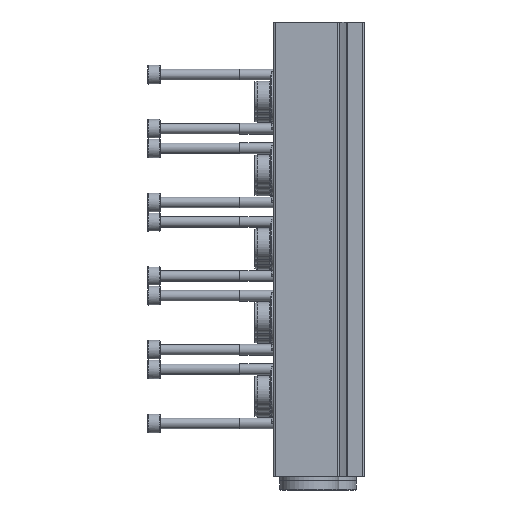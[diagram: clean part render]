
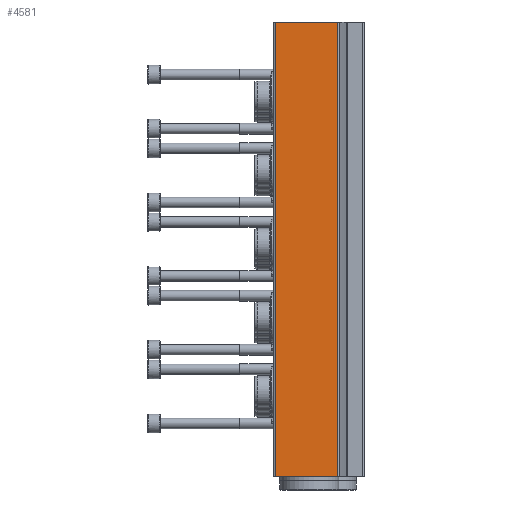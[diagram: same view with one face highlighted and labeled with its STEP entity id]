
A CAD part, left-side view. The second image highlights one B-rep face of the part: STEP entity #4581.
In plain terms, the highlighted planar face has unit normal (-1, 0, 0).
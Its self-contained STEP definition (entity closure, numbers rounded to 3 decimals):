
#180=PLANE('',#4942);
#651=ORIENTED_EDGE('',*,*,#1853,.F.);
#652=ORIENTED_EDGE('',*,*,#1852,.F.);
#653=ORIENTED_EDGE('',*,*,#1854,.T.);
#654=ORIENTED_EDGE('',*,*,#1855,.T.);
#1852=EDGE_CURVE('',#2453,#2451,#2890,.T.);
#1853=EDGE_CURVE('',#2451,#2454,#2891,.T.);
#1854=EDGE_CURVE('',#2453,#2455,#2892,.T.);
#1855=EDGE_CURVE('',#2455,#2454,#2893,.T.);
#2451=VERTEX_POINT('',#7368);
#2453=VERTEX_POINT('',#7372);
#2454=VERTEX_POINT('',#7376);
#2455=VERTEX_POINT('',#7378);
#2890=LINE('',#7373,#3184);
#2891=LINE('',#7375,#3185);
#2892=LINE('',#7377,#3186);
#2893=LINE('',#7379,#3187);
#3184=VECTOR('',#5568,1000.);
#3185=VECTOR('',#5571,1000.);
#3186=VECTOR('',#5572,1000.);
#3187=VECTOR('',#5573,1000.);
#3489=EDGE_LOOP('',(#651,#652,#653,#654));
#3984=FACE_BOUND('',#3489,.T.);
#4581=ADVANCED_FACE('',(#3984),#180,.T.);
#4942=AXIS2_PLACEMENT_3D('',#7374,#5569,#5570);
#5568=DIRECTION('',(0.,0.,1.));
#5569=DIRECTION('',(-1.,0.,0.));
#5570=DIRECTION('',(0.,0.,1.));
#5571=DIRECTION('',(0.,-1.,0.));
#5572=DIRECTION('',(0.,-1.,0.));
#5573=DIRECTION('',(0.,0.,1.));
#7368=CARTESIAN_POINT('',(-40.25,33.,0.));
#7372=CARTESIAN_POINT('',(-40.25,33.,-169.5));
#7373=CARTESIAN_POINT('',(-40.25,33.,-169.5));
#7374=CARTESIAN_POINT('',(-40.25,33.,-169.5));
#7375=CARTESIAN_POINT('',(-40.25,33.,0.));
#7376=CARTESIAN_POINT('',(-40.25,9.853,0.));
#7377=CARTESIAN_POINT('',(-40.25,33.,-169.5));
#7378=CARTESIAN_POINT('',(-40.25,9.853,-169.5));
#7379=CARTESIAN_POINT('',(-40.25,9.853,-169.5));
